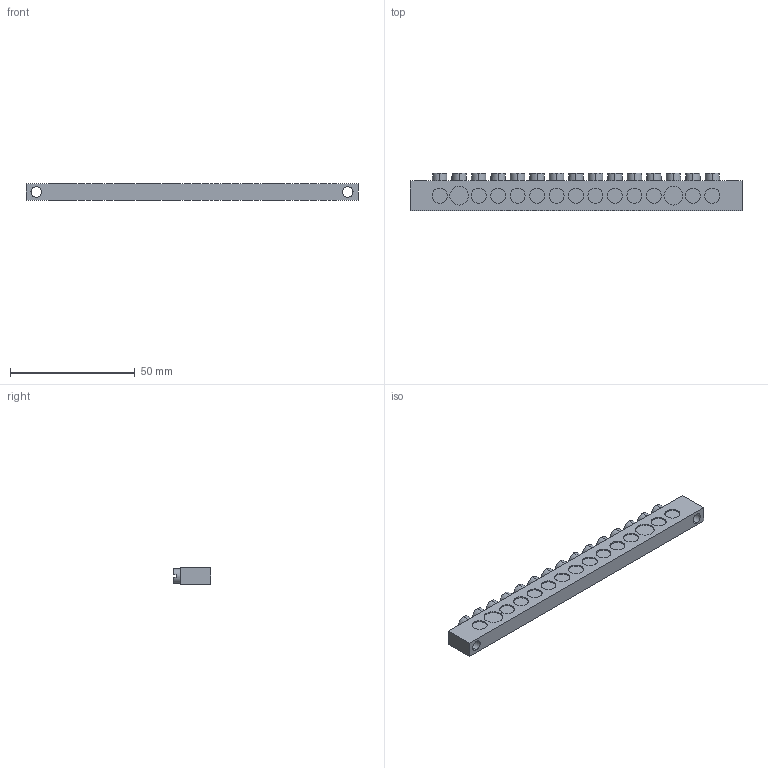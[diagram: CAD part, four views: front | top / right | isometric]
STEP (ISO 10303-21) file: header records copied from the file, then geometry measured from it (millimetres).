
FILE_DESCRIPTION (( 'STEP AP203' ), '1' );
FILE_NAME ('7x12mm - 15 Delikli Pano Topraklama Klemensi.STEP', '2018-11-30T07:26:53', ( '' ), ( '' ), 'SwSTEP 2.0', 'SolidWorks 2011', '' );
FILE_SCHEMA (( 'CONFIG_CONTROL_DESIGN' ));
Length unit declared in the file: millimetre
Products named in the file (1): 7x12mm - 15 Delikli Pano Topraklama Klemensi
Bounding box: 133 x 15 x 6.5 mm (x, y, z)
Volume: 10609.3 mm3; surface area: 6699.1 mm2
Topology: 1 solids, 1 shells, 325 faces, 834 edges, 556 vertices
Faces by surface type: plane 231, cylinder 94
Entity records: 9981 total; most frequent: CARTESIAN_POINT 1896, DIRECTION 1674, ORIENTED_EDGE 1668, EDGE_CURVE 834, AXIS2_PLACEMENT_3D 574, VERTEX_POINT 556, LINE 526, VECTOR 526
